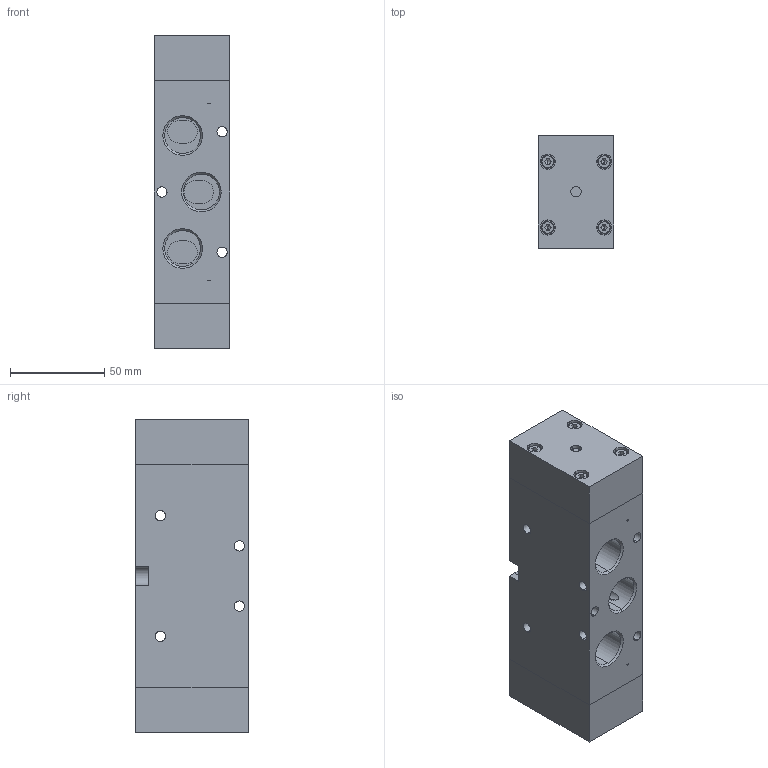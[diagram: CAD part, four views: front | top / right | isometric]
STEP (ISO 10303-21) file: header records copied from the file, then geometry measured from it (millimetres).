
FILE_DESCRIPTION (( 'STEP AP214' ), '1' );
FILE_NAME ('02_006_4.STEP', '2016-02-02T07:50:45', ( '' ), ( '' ), 'SwSTEP 2.0', 'SolidWorks 2016', '' );
FILE_SCHEMA (( 'AUTOMOTIVE_DESIGN' ));
Length unit declared in the file: millimetre
Products named in the file (1): 02_006_4
Bounding box: 40 x 60 x 166 mm (x, y, z)
Volume: 358975.3 mm3; surface area: 64380.1 mm2
Topology: 11 solids, 11 shells, 925 faces, 2295 edges, 1429 vertices
Faces by surface type: cone 338, cylinder 311, plane 238, torus 26, sphere 12
Entity records: 29271 total; most frequent: DIRECTION 5217, CARTESIAN_POINT 5033, ORIENTED_EDGE 4498, EDGE_CURVE 2249, AXIS2_PLACEMENT_3D 2097, VERTEX_POINT 1411, CIRCLE 1171, VECTOR 1023
